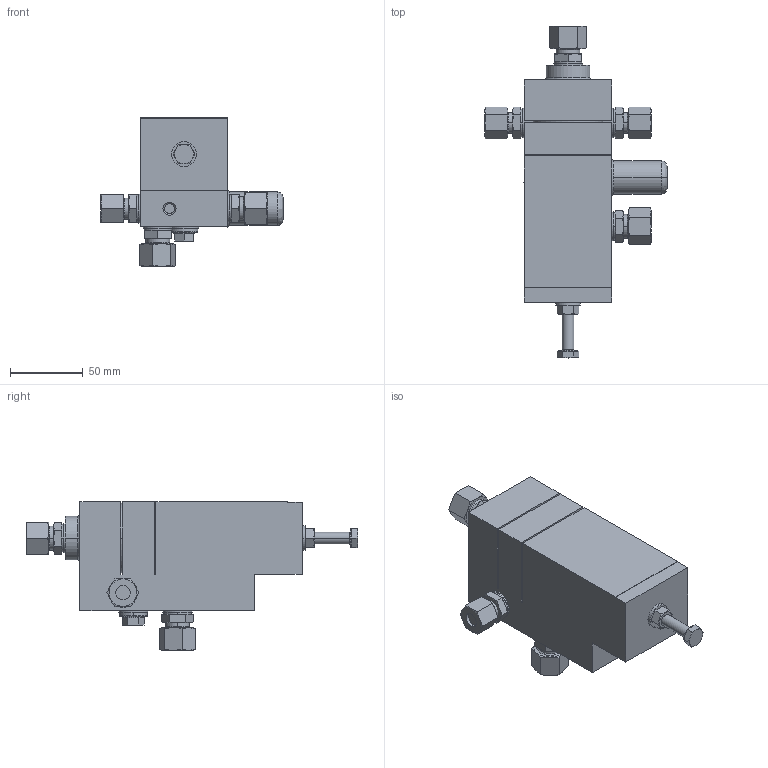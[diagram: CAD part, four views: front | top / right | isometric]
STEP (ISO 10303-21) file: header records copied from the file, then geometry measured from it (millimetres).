
FILE_DESCRIPTION (( 'STEP AP214' ), '1' );
FILE_NAME ('HON650-1_einstufig.STEP', '2017-03-02T12:42:14', ( '' ), ( '' ), 'SwSTEP 2.0', 'SolidWorks 2015', '' );
FILE_SCHEMA (( 'AUTOMOTIVE_DESIGN' ));
Length unit declared in the file: millimetre
Products named in the file (1): HON650-1_einstufig
Bounding box: 125.06 x 228.09 x 102.06 mm (x, y, z)
Volume: 708667.3 mm3; surface area: 73842.4 mm2
Topology: 1 solids, 1 shells, 376 faces, 832 edges, 493 vertices
Faces by surface type: cone 161, plane 147, cylinder 60, bspline 8
Entity records: 15567 total; most frequent: CARTESIAN_POINT 3490, ORIENTED_EDGE 1664, DIRECTION 1595, EDGE_CURVE 832, AXIS2_PLACEMENT_3D 674, VERTEX_POINT 493, EDGE_LOOP 413, UNCERTAINTY_MEASURE_WITH_UNIT 379
